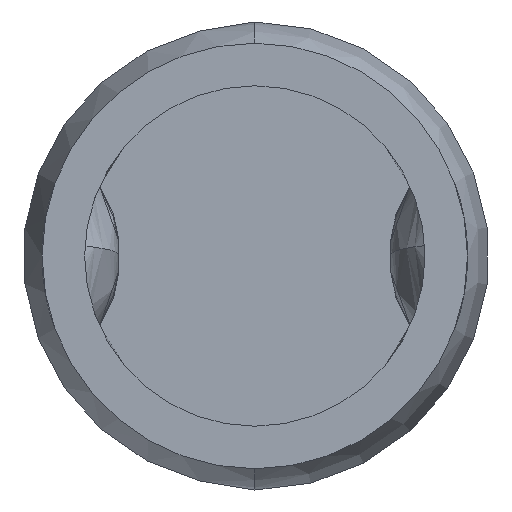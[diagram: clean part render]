
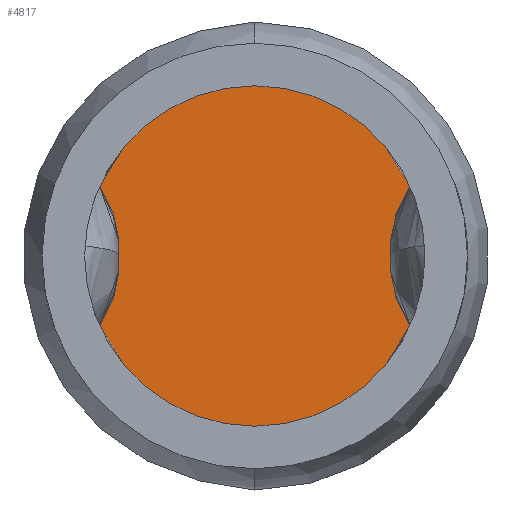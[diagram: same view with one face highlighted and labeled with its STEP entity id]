
A CAD part, front view. The second image highlights one B-rep face of the part: STEP entity #4817.
In plain terms, the highlighted planar face has unit normal (0, -1, 0).
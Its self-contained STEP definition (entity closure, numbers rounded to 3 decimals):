
#321 = EDGE_LOOP ( 'NONE', ( #4119, #1442 ) ) ;
#771 = DIRECTION ( 'NONE',  ( 0., 1., 0. ) ) ;
#850 = DIRECTION ( 'NONE',  ( 0., 1., 0. ) ) ;
#968 = PLANE ( 'NONE',  #3604 ) ;
#1374 = EDGE_CURVE ( 'Defeature ausgef�hrt3_0+Defeature ausgef�hrt3_29+Defeature ausgef�hrt3_29+Defeature ausgef�hrt3_29', #3537, #3544, #1748, .T. ) ;
#1413 = CARTESIAN_POINT ( 'NONE',  ( 0., -27., 0. ) ) ;
#1442 = ORIENTED_EDGE ( 'NONE', *, *, #1808, .F. ) ;
#1748 = CIRCLE ( 'NONE', #2640, 0.4 ) ;
#1770 = CARTESIAN_POINT ( 'NONE',  ( 0., -27., 0. ) ) ;
#1808 = EDGE_CURVE ( 'Defeature ausgef�hrt3_0+Defeature ausgef�hrt3_29+Defeature ausgef�hrt3_29+Defeature ausgef�hrt3_29', #3544, #3537, #2716, .T. ) ;
#2477 = DIRECTION ( 'NONE',  ( 0., 1., 0. ) ) ;
#2490 = CARTESIAN_POINT ( 'NONE',  ( 0., -27., 0.4 ) ) ;
#2640 = AXIS2_PLACEMENT_3D ( 'NONE', #6567, #850, #5046 ) ;
#2716 = CIRCLE ( 'NONE', #4243, 0.4 ) ;
#3513 = DIRECTION ( 'NONE',  ( 0., 0., 1. ) ) ;
#3537 = VERTEX_POINT ( 'NONE', #2490 ) ;
#3544 = VERTEX_POINT ( 'NONE', #3553 ) ;
#3553 = CARTESIAN_POINT ( 'NONE',  ( 0., -27., -0.4 ) ) ;
#3604 = AXIS2_PLACEMENT_3D ( 'NONE', #1413, #2477, #3513 ) ;
#4119 = ORIENTED_EDGE ( 'NONE', *, *, #1374, .F. ) ;
#4243 = AXIS2_PLACEMENT_3D ( 'NONE', #1770, #771, #4952 ) ;
#4817 = ADVANCED_FACE ( 'Defeature ausgef�hrt3_29', ( #5960 ), #968, .F. ) ;
#4952 = DIRECTION ( 'NONE',  ( 0., 0., 1. ) ) ;
#5046 = DIRECTION ( 'NONE',  ( 0., 0., 1. ) ) ;
#5960 = FACE_OUTER_BOUND ( 'NONE', #321, .T. ) ;
#6567 = CARTESIAN_POINT ( 'NONE',  ( 0., -27., 0. ) ) ;
